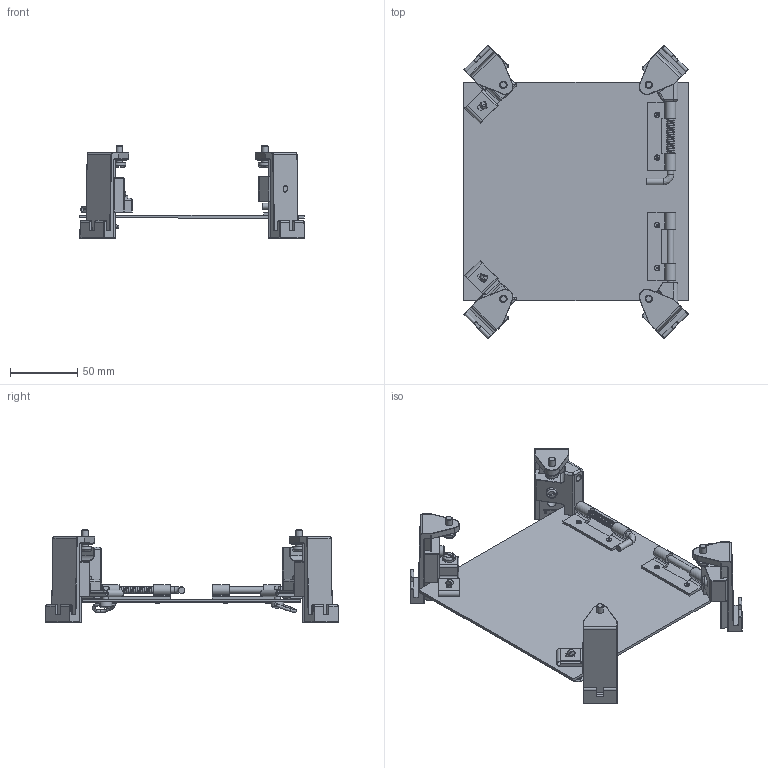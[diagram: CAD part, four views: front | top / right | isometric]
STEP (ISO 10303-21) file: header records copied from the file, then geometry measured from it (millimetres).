
FILE_DESCRIPTION (( 'STEP AP214' ), '1' );
FILE_NAME ('FR80604SPKA.STEP', '2020-10-05T17:33:48', ( '' ), ( '' ), 'SwSTEP 2.0', 'SolidWorks 2019', '' );
FILE_SCHEMA (( 'AUTOMOTIVE_DESIGN' ));
Length unit declared in the file: inch
Products named in the file (1): FR80604SPKA
Bounding box: 166.69 x 217.33 x 68.64 mm (x, y, z)
Volume: 161397.5 mm3; surface area: 122407.7 mm2
Topology: 48 solids, 48 shells, 1445 faces, 3426 edges, 2071 vertices
Faces by surface type: plane 586, cylinder 465, bspline 372, cone 22
Full cylindrical faces by diameter (mm): 1.27 x4, 2 x8, 3.4 x2, 3.556 x4, 3.658 x8, 3.962 x6, 4.064 x8, 4.7 x2, 4.74 x3, 4.826 x10, 5 x2, 5.5 x4, 5.588 x4, 6.248 x6, 6.35 x20, 6.426 x6, 7.925 x4, 8 x4, 8.89 x2, 9.2 x2, 9.474 x6, 10 x2, 11 x4
Entity records: 58195 total; most frequent: CARTESIAN_POINT 28293, ORIENTED_EDGE 6140, DIRECTION 5260, EDGE_CURVE 3070, VERTEX_POINT 1984, AXIS2_PLACEMENT_3D 1826, EDGE_LOOP 1804, FACE_OUTER_BOUND 1624
